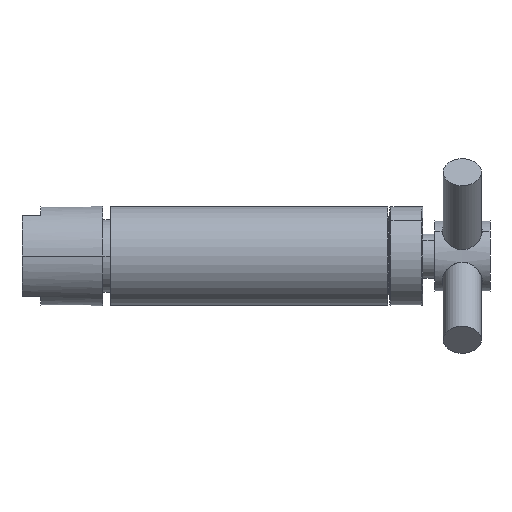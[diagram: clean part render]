
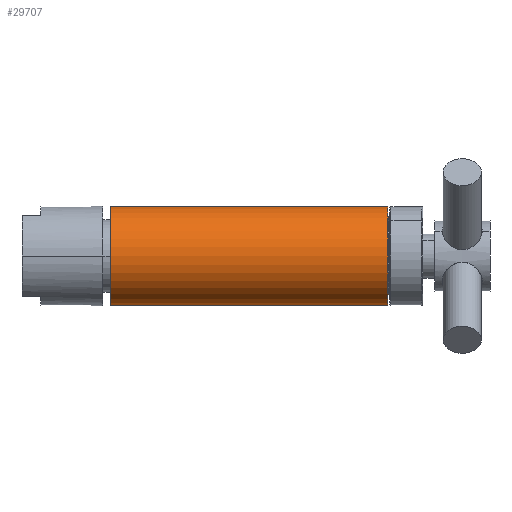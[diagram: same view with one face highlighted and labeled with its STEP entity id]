
A CAD part, front view. The second image highlights one B-rep face of the part: STEP entity #29707.
In plain terms, the highlighted cylindrical face has radius 12.7 mm (diameter 25.4 mm), a partial arc.
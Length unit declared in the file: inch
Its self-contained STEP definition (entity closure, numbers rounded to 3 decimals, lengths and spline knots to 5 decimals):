
#25649=CARTESIAN_POINT('',(-2.05,0.,0.));
#25650=DIRECTION('',(-1.,0.,0.));
#25651=DIRECTION('',(0.,0.,-1.));
#25652=AXIS2_PLACEMENT_3D('',#25649,#25650,#25651);
#25669=DIRECTION('',(1.,0.,0.));
#25670=VECTOR('',#25669,0.75);
#25671=CARTESIAN_POINT('',(0.,0.,-0.5));
#25672=LINE('',#25671,#25670);
#25673=DIRECTION('',(-1.,0.,0.));
#25674=VECTOR('',#25673,0.75);
#25675=CARTESIAN_POINT('',(0.75,0.,0.5));
#25676=LINE('',#25675,#25674);
#25701=CARTESIAN_POINT('',(0.75,0.,0.));
#25702=DIRECTION('',(1.,0.,0.));
#25703=DIRECTION('',(0.,0.,1.));
#25704=AXIS2_PLACEMENT_3D('',#25701,#25702,#25703);
#28739=DIRECTION('',(1.,0.,0.));
#28740=VECTOR('',#28739,2.05);
#28741=CARTESIAN_POINT('',(-2.05,0.,-0.5));
#28742=LINE('',#28741,#28740);
#28767=DIRECTION('',(-1.,0.,0.));
#28768=VECTOR('',#28767,2.05);
#28769=CARTESIAN_POINT('',(0.,0.,0.5));
#28770=LINE('',#28769,#28768);
#29475=CARTESIAN_POINT('',(-2.05,0.,-0.5));
#29476=CARTESIAN_POINT('',(-2.05,0.,0.5));
#29477=VERTEX_POINT('',#29475);
#29478=VERTEX_POINT('',#29476);
#29483=CARTESIAN_POINT('',(0.,0.,-0.5));
#29484=CARTESIAN_POINT('',(0.75,0.,-0.5));
#29485=VERTEX_POINT('',#29483);
#29486=VERTEX_POINT('',#29484);
#29487=CARTESIAN_POINT('',(0.,0.,0.5));
#29488=VERTEX_POINT('',#29487);
#29489=CARTESIAN_POINT('',(0.75,0.,0.5));
#29490=VERTEX_POINT('',#29489);
#29689=CARTESIAN_POINT('',(-2.106,0.,0.));
#29690=DIRECTION('',(1.,0.,0.));
#29691=DIRECTION('',(0.,0.,-1.));
#29692=AXIS2_PLACEMENT_3D('',#29689,#29690,#29691);
#29693=CYLINDRICAL_SURFACE('',#29692,0.5);
#29695=ORIENTED_EDGE('',*,*,#29694,.F.);
#29697=ORIENTED_EDGE('',*,*,#29696,.F.);
#29698=ORIENTED_EDGE('',*,*,#29676,.T.);
#29700=ORIENTED_EDGE('',*,*,#29699,.F.);
#29702=ORIENTED_EDGE('',*,*,#29701,.F.);
#29704=ORIENTED_EDGE('',*,*,#29703,.T.);
#29705=EDGE_LOOP('',(#29695,#29697,#29698,#29700,#29702,#29704));
#29706=FACE_OUTER_BOUND('',#29705,.F.);
#29707=ADVANCED_FACE('',(#29706),#29693,.T.);
#25653=CIRCLE('',#25652,0.5);
#25705=CIRCLE('',#25704,0.5);
#29676=EDGE_CURVE('',#29477,#29478,#25653,.T.);
#29694=EDGE_CURVE('',#29485,#29486,#25672,.T.);
#29696=EDGE_CURVE('',#29477,#29485,#28742,.T.);
#29699=EDGE_CURVE('',#29488,#29478,#28770,.T.);
#29701=EDGE_CURVE('',#29490,#29488,#25676,.T.);
#29703=EDGE_CURVE('',#29490,#29486,#25705,.T.);
